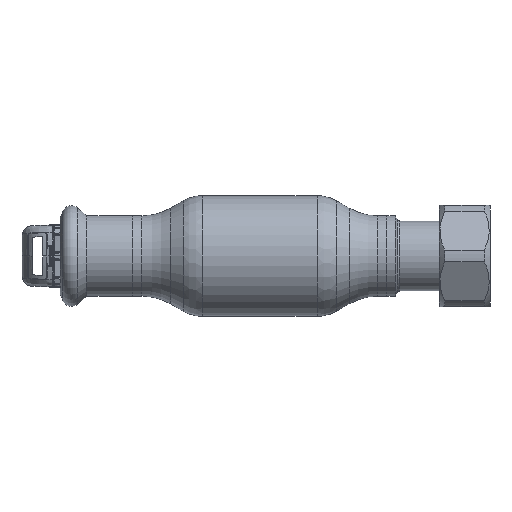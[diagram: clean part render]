
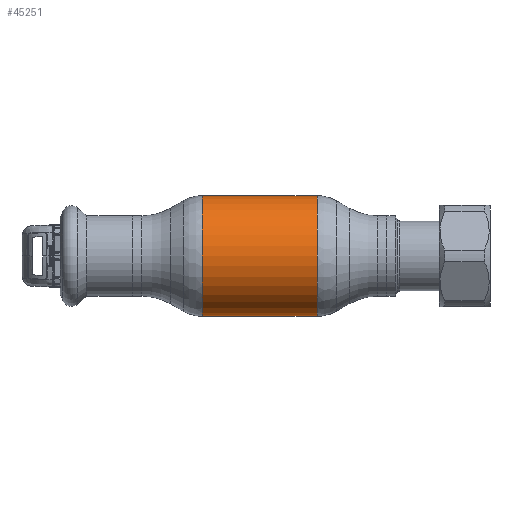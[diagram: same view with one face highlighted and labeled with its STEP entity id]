
A CAD part, front view. The second image highlights one B-rep face of the part: STEP entity #45251.
In plain terms, the highlighted cylindrical face has radius 19 mm (diameter 38 mm), a partial arc.
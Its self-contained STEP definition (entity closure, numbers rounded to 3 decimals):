
#1670 = CARTESIAN_POINT ( 'NONE',  ( -62.69, 0., 19. ) ) ;
#2416 = EDGE_CURVE ( 'NONE', #10729, #25533, #57741, .T. ) ;
#2513 = DIRECTION ( 'NONE',  ( -1., 0., 0. ) ) ;
#4123 = DIRECTION ( 'NONE',  ( -1., 0., 0. ) ) ;
#7041 = DIRECTION ( 'NONE',  ( 0., 0., 1. ) ) ;
#8422 = AXIS2_PLACEMENT_3D ( 'NONE', #37002, #4123, #55528 ) ;
#10729 = VERTEX_POINT ( 'NONE', #34931 ) ;
#12449 = ORIENTED_EDGE ( 'NONE', *, *, #2416, .F. ) ;
#13923 = CARTESIAN_POINT ( 'NONE',  ( -18.035, 0., -19. ) ) ;
#18434 = VECTOR ( 'NONE', #28670, 1000. ) ;
#20718 = CYLINDRICAL_SURFACE ( 'NONE', #8422, 19. ) ;
#22516 = DIRECTION ( 'NONE',  ( -1., 0., 0. ) ) ;
#23111 = VERTEX_POINT ( 'NONE', #45239 ) ;
#23534 = ORIENTED_EDGE ( 'NONE', *, *, #31168, .F. ) ;
#25533 = VERTEX_POINT ( 'NONE', #13923 ) ;
#26005 = VERTEX_POINT ( 'NONE', #48973 ) ;
#27994 = VECTOR ( 'NONE', #22516, 1000. ) ;
#28546 = ORIENTED_EDGE ( 'NONE', *, *, #57239, .T. ) ;
#28670 = DIRECTION ( 'NONE',  ( -1., 0., 0. ) ) ;
#28816 = CIRCLE ( 'NONE', #40803, 19. ) ;
#31168 = EDGE_CURVE ( 'NONE', #25533, #23111, #28816, .T. ) ;
#31217 = CIRCLE ( 'NONE', #32677, 19. ) ;
#31700 = LINE ( 'NONE', #1670, #27994 ) ;
#32677 = AXIS2_PLACEMENT_3D ( 'NONE', #35436, #2513, #7041 ) ;
#34931 = CARTESIAN_POINT ( 'NONE',  ( 18.035, 0., -19. ) ) ;
#35436 = CARTESIAN_POINT ( 'NONE',  ( 18.035, 0., 0. ) ) ;
#37002 = CARTESIAN_POINT ( 'NONE',  ( -62.69, 0., 0. ) ) ;
#37350 = ORIENTED_EDGE ( 'NONE', *, *, #38043, .T. ) ;
#38043 = EDGE_CURVE ( 'NONE', #10729, #26005, #31217, .T. ) ;
#40803 = AXIS2_PLACEMENT_3D ( 'NONE', #50539, #60485, #55324 ) ;
#43052 = FACE_OUTER_BOUND ( 'NONE', #48180, .T. ) ;
#45239 = CARTESIAN_POINT ( 'NONE',  ( -18.035, 0., 19. ) ) ;
#45251 = ADVANCED_FACE ( 'NONE', ( #43052 ), #20718, .T. ) ;
#47559 = CARTESIAN_POINT ( 'NONE',  ( -62.69, 0., -19. ) ) ;
#48180 = EDGE_LOOP ( 'NONE', ( #12449, #37350, #28546, #23534 ) ) ;
#48973 = CARTESIAN_POINT ( 'NONE',  ( 18.035, 0., 19. ) ) ;
#50539 = CARTESIAN_POINT ( 'NONE',  ( -18.035, 0., 0. ) ) ;
#55324 = DIRECTION ( 'NONE',  ( 0., 0., 1. ) ) ;
#55528 = DIRECTION ( 'NONE',  ( 0., 0., 1. ) ) ;
#57239 = EDGE_CURVE ( 'NONE', #26005, #23111, #31700, .T. ) ;
#57741 = LINE ( 'NONE', #47559, #18434 ) ;
#60485 = DIRECTION ( 'NONE',  ( -1., 0., 0. ) ) ;
